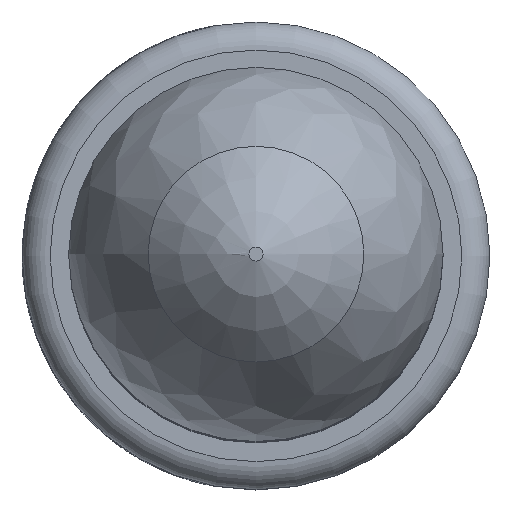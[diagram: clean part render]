
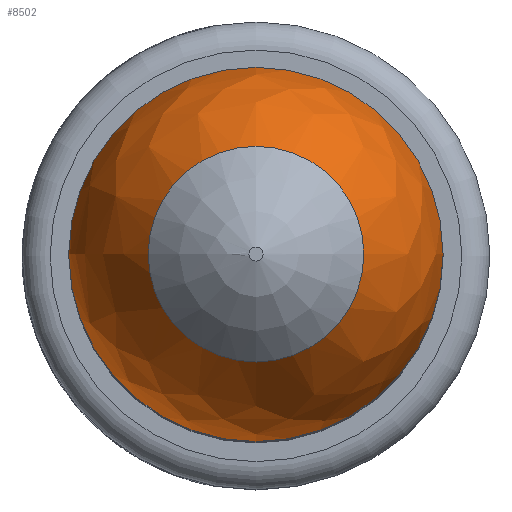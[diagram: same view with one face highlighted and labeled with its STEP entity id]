
A CAD part, top view. The second image highlights one B-rep face of the part: STEP entity #8502.
In plain terms, the highlighted free-form (B-spline) face has degree [3, 3] with [4, 19] control points.
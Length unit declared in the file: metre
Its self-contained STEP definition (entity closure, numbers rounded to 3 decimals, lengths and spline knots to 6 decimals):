
#484=B_SPLINE_SURFACE_WITH_KNOTS('',3,3,((#11560,#11561,#11562,#11563,#11564,
#11565,#11566,#11567,#11568,#11569,#11570,#11571,#11572,#11573,#11574,#11575,
#11576,#11577,#11578),(#11579,#11580,#11581,#11582,#11583,#11584,#11585,
#11586,#11587,#11588,#11589,#11590,#11591,#11592,#11593,#11594,#11595,#11596,
#11597),(#11598,#11599,#11600,#11601,#11602,#11603,#11604,#11605,#11606,
#11607,#11608,#11609,#11610,#11611,#11612,#11613,#11614,#11615,#11616),
(#11617,#11618,#11619,#11620,#11621,#11622,#11623,#11624,#11625,#11626,
#11627,#11628,#11629,#11630,#11631,#11632,#11633,#11634,#11635)),
 .UNSPECIFIED.,.F.,.T.,.F.,(4,4),(1,1,1,1,1,1,1,1,1,1,1,1,1,1,1,1,1,1,1,
1,1,1,1),(0.,0.634348),(-1.178097,-0.785398,-0.392699,
0.,0.392699,0.785398,1.178097,1.570796,
1.963495,2.356194,2.748894,3.141593,3.534292,
3.926991,4.31969,4.712389,5.105088,5.497787,
5.890486,6.283185,6.675884,7.068583,7.461283),
 .UNSPECIFIED.);
#2271=ORIENTED_EDGE('',*,*,#4821,.T.);
#2272=ORIENTED_EDGE('',*,*,#4822,.F.);
#4821=EDGE_CURVE('',#6115,#6115,#7005,.T.);
#4822=EDGE_CURVE('',#6116,#6116,#7006,.T.);
#6115=VERTEX_POINT('',#11559);
#6116=VERTEX_POINT('',#11637);
#7005=CIRCLE('',#9153,0.011529);
#7006=CIRCLE('',#9154,0.02);
#7248=EDGE_LOOP('',(#2271));
#7249=EDGE_LOOP('',(#2272));
#7832=FACE_BOUND('',#7248,.T.);
#7833=FACE_BOUND('',#7249,.T.);
#8502=ADVANCED_FACE('',(#7832,#7833),#484,.T.);
#9153=AXIS2_PLACEMENT_3D('',#11558,#9863,#9864);
#9154=AXIS2_PLACEMENT_3D('',#11636,#9865,#9866);
#9863=DIRECTION('',(0.,0.,-1.));
#9864=DIRECTION('',(-1.,0.,0.));
#9865=DIRECTION('',(0.,0.,-1.));
#9866=DIRECTION('',(-1.,0.,0.));
#11558=CARTESIAN_POINT('',(0.,0.,0.1175));
#11559=CARTESIAN_POINT('',(-0.011529,0.,0.1175));
#11560=CARTESIAN_POINT('',(-0.018959,-0.007853,0.098));
#11561=CARTESIAN_POINT('',(-0.020521,0.,0.098));
#11562=CARTESIAN_POINT('',(-0.018959,0.007853,0.098));
#11563=CARTESIAN_POINT('',(-0.01451,0.01451,0.098));
#11564=CARTESIAN_POINT('',(-0.007853,0.018959,0.098));
#11565=CARTESIAN_POINT('',(0.,0.020521,0.098));
#11566=CARTESIAN_POINT('',(0.007853,0.018959,0.098));
#11567=CARTESIAN_POINT('',(0.01451,0.01451,0.098));
#11568=CARTESIAN_POINT('',(0.018959,0.007853,0.098));
#11569=CARTESIAN_POINT('',(0.020521,0.,0.098));
#11570=CARTESIAN_POINT('',(0.018959,-0.007853,0.098));
#11571=CARTESIAN_POINT('',(0.01451,-0.01451,0.098));
#11572=CARTESIAN_POINT('',(0.007853,-0.018959,0.098));
#11573=CARTESIAN_POINT('',(0.,-0.020521,0.098));
#11574=CARTESIAN_POINT('',(-0.007853,-0.018959,0.098));
#11575=CARTESIAN_POINT('',(-0.01451,-0.01451,0.098));
#11576=CARTESIAN_POINT('',(-0.018959,-0.007853,0.098));
#11577=CARTESIAN_POINT('',(-0.020521,0.,0.098));
#11578=CARTESIAN_POINT('',(-0.018959,0.007853,0.098));
#11579=CARTESIAN_POINT('',(-0.019432,-0.008049,0.102186));
#11580=CARTESIAN_POINT('',(-0.021034,0.,0.102186));
#11581=CARTESIAN_POINT('',(-0.019432,0.008049,0.102186));
#11582=CARTESIAN_POINT('',(-0.014873,0.014873,0.102186));
#11583=CARTESIAN_POINT('',(-0.008049,0.019432,0.102186));
#11584=CARTESIAN_POINT('',(0.,0.021034,0.102186));
#11585=CARTESIAN_POINT('',(0.008049,0.019432,0.102186));
#11586=CARTESIAN_POINT('',(0.014873,0.014873,0.102186));
#11587=CARTESIAN_POINT('',(0.019432,0.008049,0.102186));
#11588=CARTESIAN_POINT('',(0.021034,0.,0.102186));
#11589=CARTESIAN_POINT('',(0.019432,-0.008049,0.102186));
#11590=CARTESIAN_POINT('',(0.014873,-0.014873,0.102186));
#11591=CARTESIAN_POINT('',(0.008049,-0.019432,0.102186));
#11592=CARTESIAN_POINT('',(0.,-0.021034,0.102186));
#11593=CARTESIAN_POINT('',(-0.008049,-0.019432,0.102186));
#11594=CARTESIAN_POINT('',(-0.014873,-0.014873,0.102186));
#11595=CARTESIAN_POINT('',(-0.019432,-0.008049,0.102186));
#11596=CARTESIAN_POINT('',(-0.021034,0.,0.102186));
#11597=CARTESIAN_POINT('',(-0.019432,0.008049,0.102186));
#11598=CARTESIAN_POINT('',(-0.016058,-0.006651,0.111024));
#11599=CARTESIAN_POINT('',(-0.017381,0.,0.111024));
#11600=CARTESIAN_POINT('',(-0.016058,0.006651,0.111024));
#11601=CARTESIAN_POINT('',(-0.01229,0.01229,0.111024));
#11602=CARTESIAN_POINT('',(-0.006651,0.016058,0.111024));
#11603=CARTESIAN_POINT('',(0.,0.017381,0.111024));
#11604=CARTESIAN_POINT('',(0.006651,0.016058,0.111024));
#11605=CARTESIAN_POINT('',(0.01229,0.01229,0.111024));
#11606=CARTESIAN_POINT('',(0.016058,0.006651,0.111024));
#11607=CARTESIAN_POINT('',(0.017381,0.,0.111024));
#11608=CARTESIAN_POINT('',(0.016058,-0.006651,0.111024));
#11609=CARTESIAN_POINT('',(0.01229,-0.01229,0.111024));
#11610=CARTESIAN_POINT('',(0.006651,-0.016058,0.111024));
#11611=CARTESIAN_POINT('',(0.,-0.017381,0.111024));
#11612=CARTESIAN_POINT('',(-0.006651,-0.016058,0.111024));
#11613=CARTESIAN_POINT('',(-0.01229,-0.01229,0.111024));
#11614=CARTESIAN_POINT('',(-0.016058,-0.006651,0.111024));
#11615=CARTESIAN_POINT('',(-0.017381,0.,0.111024));
#11616=CARTESIAN_POINT('',(-0.016058,0.006651,0.111024));
#11617=CARTESIAN_POINT('',(-0.010929,-0.004527,0.1175));
#11618=CARTESIAN_POINT('',(-0.011829,0.,0.1175));
#11619=CARTESIAN_POINT('',(-0.010929,0.004527,0.1175));
#11620=CARTESIAN_POINT('',(-0.008364,0.008364,0.1175));
#11621=CARTESIAN_POINT('',(-0.004527,0.010929,0.1175));
#11622=CARTESIAN_POINT('',(0.,0.011829,0.1175));
#11623=CARTESIAN_POINT('',(0.004527,0.010929,0.1175));
#11624=CARTESIAN_POINT('',(0.008364,0.008364,0.1175));
#11625=CARTESIAN_POINT('',(0.010929,0.004527,0.1175));
#11626=CARTESIAN_POINT('',(0.011829,0.,0.1175));
#11627=CARTESIAN_POINT('',(0.010929,-0.004527,0.1175));
#11628=CARTESIAN_POINT('',(0.008364,-0.008364,0.1175));
#11629=CARTESIAN_POINT('',(0.004527,-0.010929,0.1175));
#11630=CARTESIAN_POINT('',(0.,-0.011829,0.1175));
#11631=CARTESIAN_POINT('',(-0.004527,-0.010929,0.1175));
#11632=CARTESIAN_POINT('',(-0.008364,-0.008364,0.1175));
#11633=CARTESIAN_POINT('',(-0.010929,-0.004527,0.1175));
#11634=CARTESIAN_POINT('',(-0.011829,0.,0.1175));
#11635=CARTESIAN_POINT('',(-0.010929,0.004527,0.1175));
#11636=CARTESIAN_POINT('',(0.,0.,0.098));
#11637=CARTESIAN_POINT('',(-0.02,0.,0.098));
